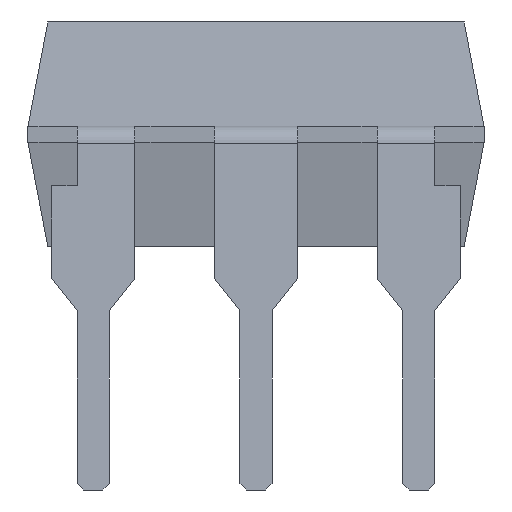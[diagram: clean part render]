
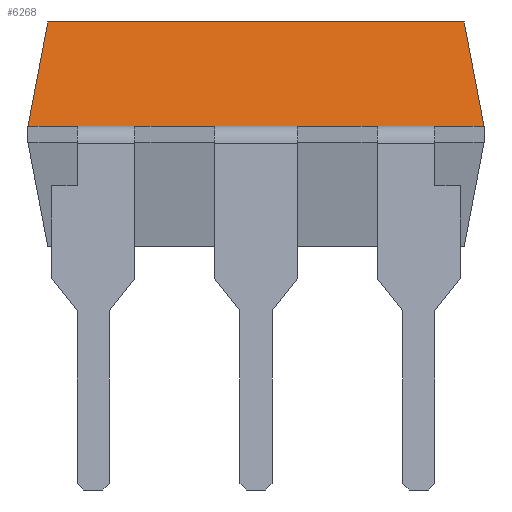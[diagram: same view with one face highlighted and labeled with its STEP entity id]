
A CAD part, left-side view. The second image highlights one B-rep face of the part: STEP entity #6268.
In plain terms, the highlighted face is planar.
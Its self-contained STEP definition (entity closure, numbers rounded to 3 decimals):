
#1047=ORIENTED_EDGE('',*,*,#1687,.T.);
#1048=ORIENTED_EDGE('',*,*,#1788,.F.);
#1049=ORIENTED_EDGE('',*,*,#1689,.T.);
#1050=ORIENTED_EDGE('',*,*,#1657,.T.);
#1051=ORIENTED_EDGE('',*,*,#1980,.T.);
#1052=ORIENTED_EDGE('',*,*,#1647,.T.);
#1053=ORIENTED_EDGE('',*,*,#1981,.T.);
#1054=ORIENTED_EDGE('',*,*,#1680,.T.);
#1055=ORIENTED_EDGE('',*,*,#1574,.T.);
#1056=ORIENTED_EDGE('',*,*,#1683,.T.);
#1574=EDGE_CURVE('',#2191,#2182,#2628,.T.);
#1647=EDGE_CURVE('',#2244,#2243,#2697,.T.);
#1657=EDGE_CURVE('',#2248,#2250,#2707,.T.);
#1680=EDGE_CURVE('',#2263,#2191,#2730,.T.);
#1683=EDGE_CURVE('',#2182,#2264,#2733,.T.);
#1687=EDGE_CURVE('',#2264,#2266,#2737,.T.);
#1689=EDGE_CURVE('',#2267,#2248,#2739,.T.);
#1788=EDGE_CURVE('',#2267,#2266,#2812,.T.);
#1980=EDGE_CURVE('',#2250,#2244,#2932,.T.);
#1981=EDGE_CURVE('',#2243,#2263,#2933,.T.);
#2182=VERTEX_POINT('',#7700);
#2191=VERTEX_POINT('',#7722);
#2243=VERTEX_POINT('',#7884);
#2244=VERTEX_POINT('',#7886);
#2248=VERTEX_POINT('',#7900);
#2250=VERTEX_POINT('',#7904);
#2263=VERTEX_POINT('',#7949);
#2264=VERTEX_POINT('',#7953);
#2266=VERTEX_POINT('',#7962);
#2267=VERTEX_POINT('',#7967);
#2628=LINE('',#7737,#3118);
#2697=LINE('',#7885,#3187);
#2707=LINE('',#7905,#3197);
#2730=LINE('',#7948,#3220);
#2733=LINE('',#7954,#3223);
#2737=LINE('',#7963,#3227);
#2739=LINE('',#7966,#3229);
#2812=LINE('',#8379,#3302);
#2932=LINE('',#9609,#3422);
#2933=LINE('',#9610,#3423);
#3118=VECTOR('',#6734,1000.);
#3187=VECTOR('',#6867,1000.);
#3197=VECTOR('',#6883,1000.);
#3220=VECTOR('',#6922,1000.);
#3223=VECTOR('',#6927,1000.);
#3227=VECTOR('',#6937,1000.);
#3229=VECTOR('',#6941,1000.);
#3302=VECTOR('',#7018,1000.);
#3422=VECTOR('',#7284,1000.);
#3423=VECTOR('',#7285,1000.);
#3732=EDGE_LOOP('',(#1047,#1048,#1049,#1050,#1051,#1052,#1053,#1054,#1055,
#1056));
#4016=FACE_BOUND('',#3732,.T.);
#4248=PLANE('',#6518);
#6268=ADVANCED_FACE('',(#4016),#4248,.T.);
#6518=AXIS2_PLACEMENT_3D('',#9608,#7282,#7283);
#6734=DIRECTION('',(1.,0.,0.));
#6867=DIRECTION('',(1.,0.,0.));
#6883=DIRECTION('',(1.,0.,0.));
#6922=DIRECTION('',(1.,0.,0.));
#6927=DIRECTION('',(1.,0.,0.));
#6937=DIRECTION('',(-0.184,0.178,0.967));
#6941=DIRECTION('',(-0.184,-0.178,-0.967));
#7018=DIRECTION('',(1.,0.,0.));
#7282=DIRECTION('',(0.,-0.983,0.182));
#7283=DIRECTION('',(0.,-0.182,-0.983));
#7284=DIRECTION('',(1.,0.,0.));
#7285=DIRECTION('',(1.,0.,0.));
#7700=CARTESIAN_POINT('',(2.79,-3.25,0.125));
#7722=CARTESIAN_POINT('',(1.89,-3.25,0.125));
#7737=CARTESIAN_POINT('',(-3.56,-3.25,0.125));
#7884=CARTESIAN_POINT('',(-0.65,-3.25,0.125));
#7885=CARTESIAN_POINT('',(-3.56,-3.25,0.125));
#7886=CARTESIAN_POINT('',(-1.89,-3.25,0.125));
#7900=CARTESIAN_POINT('',(-3.56,-3.25,0.125));
#7904=CARTESIAN_POINT('',(-2.79,-3.25,0.125));
#7905=CARTESIAN_POINT('',(-3.56,-3.25,0.125));
#7948=CARTESIAN_POINT('',(-3.56,-3.25,0.125));
#7949=CARTESIAN_POINT('',(0.65,-3.25,0.125));
#7953=CARTESIAN_POINT('',(3.56,-3.25,0.125));
#7954=CARTESIAN_POINT('',(-3.56,-3.25,0.125));
#7962=CARTESIAN_POINT('',(3.25,-2.95,1.75));
#7963=CARTESIAN_POINT('',(3.018,-2.726,2.964));
#7966=CARTESIAN_POINT('',(-3.261,-2.96,1.695));
#7967=CARTESIAN_POINT('',(-3.25,-2.95,1.75));
#8379=CARTESIAN_POINT('',(-3.25,-2.95,1.75));
#9608=CARTESIAN_POINT('',(-3.56,-2.95,1.75));
#9609=CARTESIAN_POINT('',(-3.56,-3.25,0.125));
#9610=CARTESIAN_POINT('',(-3.56,-3.25,0.125));
